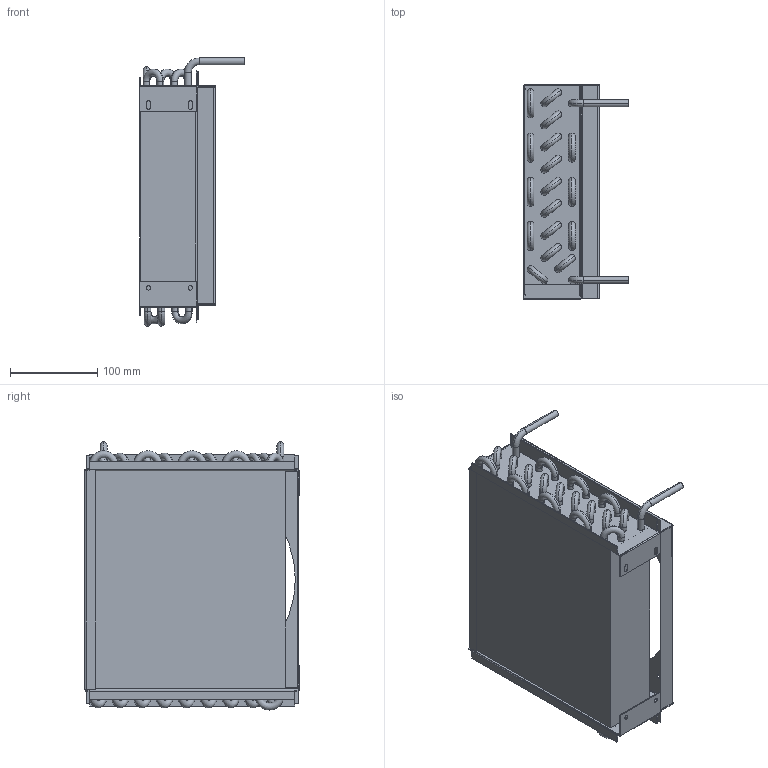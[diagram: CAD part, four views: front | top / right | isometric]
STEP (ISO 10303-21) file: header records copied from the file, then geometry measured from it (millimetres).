
FILE_DESCRIPTION (( 'STEP AP203' ), '1' );
FILE_NAME ('119-8702.STEP', '2024-12-03T22:08:16', ( '' ), ( '' ), 'SwSTEP 2.0', 'SolidWorks 2022', '' );
FILE_SCHEMA (( 'CONFIG_CONTROL_DESIGN' ));
Length unit declared in the file: millimetre
Products named in the file (11): Cabecera_izquierda 119-3171; 119-8702; Etiqueta Optyma_Predeterminado; ALETADO 119-3171; lamina cabecera izquierda 119-3171; Cabecera_derecha 119-3171; CODO LARGO 119-3171; CODO CHICO 119-3171; lamina cabecera_drecha 119-3171; Tolva 119-3171; TUBO DE SALIDA 119-3171_LARGO
Assembly tree (44 placements, depth 3):
  119-8702
    Cabecera_izquierda 119-3171
      lamina cabecera izquierda 119-3171
      CODO CHICO 119-3171  x10
      CODO LARGO 119-3171  x7
      TUBO DE SALIDA 119-3171_LARGO  x2
    ALETADO 119-3171
    Cabecera_derecha 119-3171
      lamina cabecera_drecha 119-3171
      CODO CHICO 119-3171  x16
      CODO LARGO 119-3171  x2
    Tolva 119-3171
    Etiqueta Optyma_Predeterminado
Bounding box: 120.61 x 246.71 x 308.18 mm (x, y, z)
Volume: 3807048.6 mm3; surface area: 453737.9 mm2
Topology: 42 solids, 42 shells, 2116 faces, 5728 edges, 3744 vertices
Faces by surface type: plane 1638, bspline 206, cylinder 198, torus 74
Entity records: 70775 total; most frequent: CARTESIAN_POINT 21799, ORIENTED_EDGE 10504, DIRECTION 8348, EDGE_CURVE 5252, LINE 4706, VECTOR 4706, VERTEX_POINT 3472, EDGE_LOOP 1910
